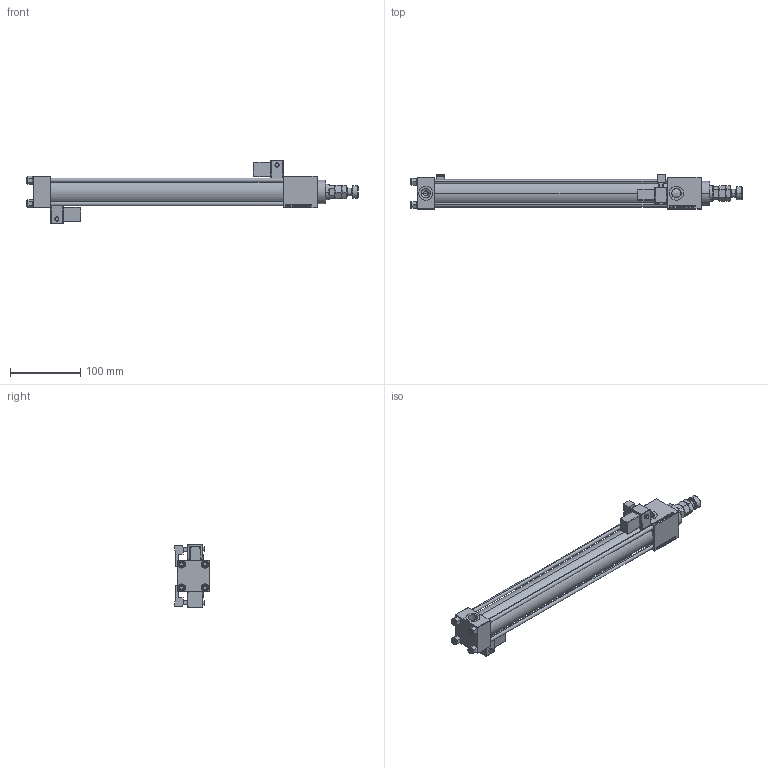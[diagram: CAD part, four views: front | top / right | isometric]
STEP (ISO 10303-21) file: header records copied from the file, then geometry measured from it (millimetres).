
FILE_DESCRIPTION (( 'STEP AP203' ), '1' );
FILE_NAME ('d58d.STEP', '2022-04-14T18:27:09', ( '' ), ( '' ), 'SwSTEP 2.0', 'SolidWorks 2019', '' );
FILE_SCHEMA (( 'CONFIG_CONTROL_DESIGN' ));
Length unit declared in the file: millimetre
Products named in the file (8): V215_VC_A 037e90185bead445f668b6a7836a5902; NUT_M5_C 037e90185bead445f668b6a7836a5902; V215CR_VCP_C 037e90185bead445f668b6a7836a5902; V215CR_C_Body 037e90185bead445f668b6a7836a5902; V215CR_MSU 037e90185bead445f668b6a7836a5902; d58d; V215CR_C_TYCINKA 037e90185bead445f668b6a7836a5902; MFA 037e90185bead445f668b6a7836a5902
Assembly tree (14 placements, depth 2):
  d58d
    V215CR_C_Body 037e90185bead445f668b6a7836a5902
    V215CR_VCP_C 037e90185bead445f668b6a7836a5902
    NUT_M5_C 037e90185bead445f668b6a7836a5902  x4
    V215CR_C_TYCINKA 037e90185bead445f668b6a7836a5902  x4
    V215_VC_A 037e90185bead445f668b6a7836a5902
    MFA 037e90185bead445f668b6a7836a5902
    V215CR_MSU 037e90185bead445f668b6a7836a5902  x2
Bounding box: 471 x 48.72 x 90.31 mm (x, y, z)
Volume: 488885.6 mm3; surface area: 188306 mm2
Topology: 14 solids, 14 shells, 1363 faces, 3363 edges, 2131 vertices
Faces by surface type: plane 605, bspline 392, cone 164, cylinder 154, torus 24, sphere 24
Entity records: 54272 total; most frequent: CARTESIAN_POINT 28025, ORIENTED_EDGE 5824, DIRECTION 3932, EDGE_CURVE 2912, VERTEX_POINT 1887, VECTOR 1720, LINE 1720, EDGE_LOOP 1299
